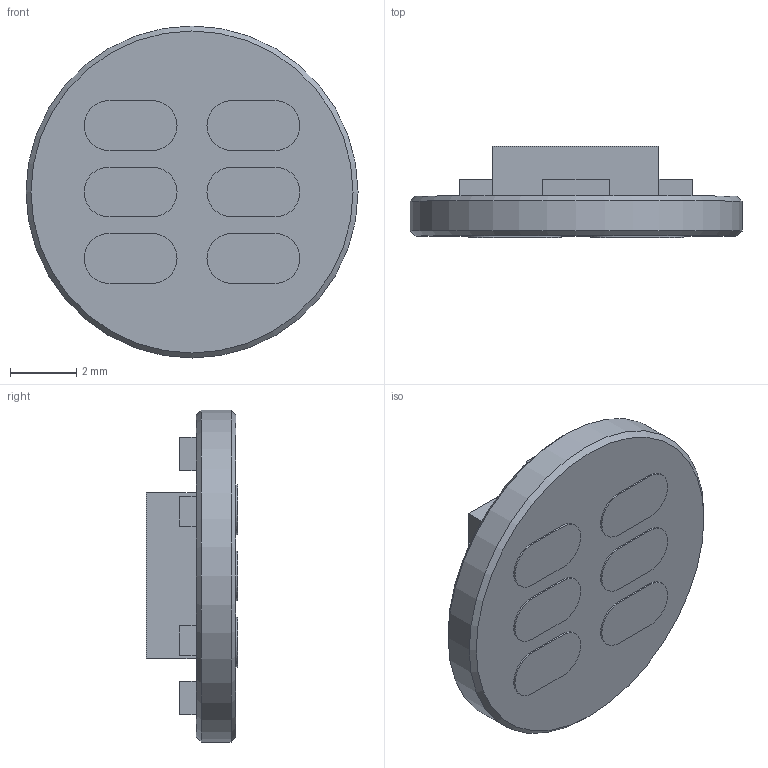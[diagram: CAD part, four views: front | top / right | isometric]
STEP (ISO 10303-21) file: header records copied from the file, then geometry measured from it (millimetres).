
FILE_DESCRIPTION(/* description */ (''),/* implementation_level */ '2;1');
FILE_NAME(/* name */ 'LED_5050_WS2812B_led.stp',/* time_stamp */ '2023-01-22T09:54:05-08:00',/* author */ ('nate'),/* organization */ (''),/* preprocessor_version */ 'ST-DEVELOPER v18.1',/* originating_system */ 'Autodesk Inventor 2021',/* authorisation */ '');
FILE_SCHEMA (('AUTOMOTIVE_DESIGN { 1 0 10303 214 3 1 1 }'));
Length unit declared in the file: millimetre
Products named in the file (1): LED_5050_WS2812B_led
Bounding box: 10 x 2.75 x 10 mm (x, y, z)
Volume: 134.3 mm3; surface area: 234.5 mm2
Topology: 1 solids, 1 shells, 91 faces, 234 edges, 156 vertices
Faces by surface type: plane 75, cylinder 14, cone 2
Full cylindrical faces by diameter (mm): 4 x1, 10 x1
Entity records: 2916 total; most frequent: CARTESIAN_POINT 482, ORIENTED_EDGE 468, DIRECTION 458, EDGE_CURVE 234, LINE 194, VECTOR 194, VERTEX_POINT 156, AXIS2_PLACEMENT_3D 132
